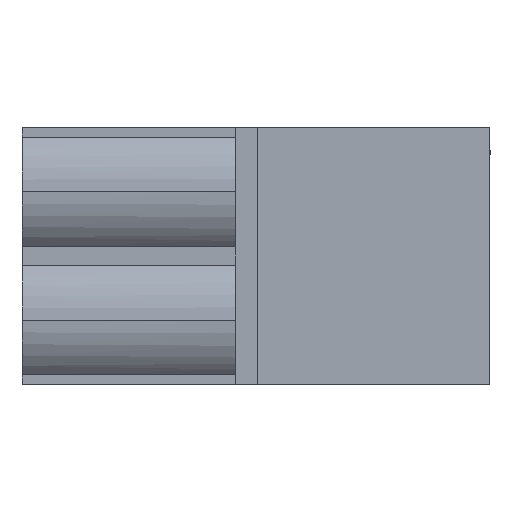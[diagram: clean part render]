
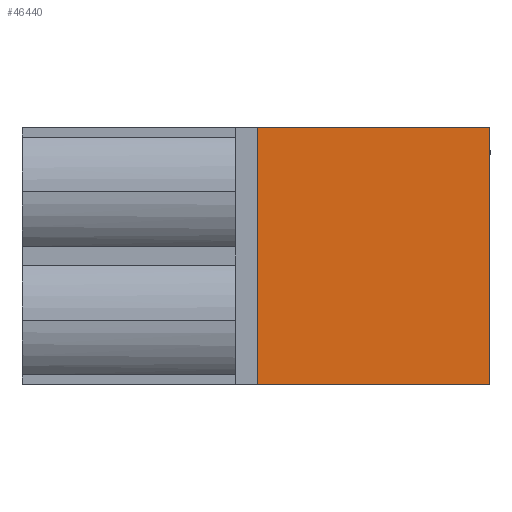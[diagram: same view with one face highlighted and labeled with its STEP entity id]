
A CAD part, front view. The second image highlights one B-rep face of the part: STEP entity #46440.
In plain terms, the highlighted planar face has unit normal (0, -1, 0).
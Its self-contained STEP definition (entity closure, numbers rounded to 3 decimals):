
#9740=CARTESIAN_POINT('',(49.497,37.913,
   2.5));
#9750=VERTEX_POINT('',#9740);
#9780=CARTESIAN_POINT('',(49.497,37.913,
   0.));
#9790=DIRECTION('',(0.,0.,
   -1.));
#9800=VECTOR('',#9790,1.);
#9810=LINE('',#9780,#9800);
#9820=CARTESIAN_POINT('',(49.497,37.913,
   -7.5));
#9830=VERTEX_POINT('',#9820);
#9840=EDGE_CURVE('',#9750,#9830,#9810,.T.);
#19280=CARTESIAN_POINT('',(58.527,37.913
   ,2.5));
#19290=VERTEX_POINT('',#19280);
#19320=CARTESIAN_POINT('',(0.,37.913
   ,2.5));
#19330=DIRECTION('',(-1.,0.,
   0.));
#19340=VECTOR('',#19330,1.);
#19350=LINE('',#19320,#19340);
#19360=EDGE_CURVE('',#19290,#9750,#19350,.T.);
#43290=CARTESIAN_POINT('',(58.527,37.913
   ,-7.5));
#43300=VERTEX_POINT('',#43290);
#43330=CARTESIAN_POINT('',(58.527,37.913
   ,0.));
#43340=DIRECTION('',(0.,0.,
   -1.));
#43350=VECTOR('',#43340,1.);
#43360=LINE('',#43330,#43350);
#43370=EDGE_CURVE('',#19290,#43300,#43360,.T.);
#46280=CARTESIAN_POINT('',(49.497,37.913
   ,0.));
#46290=DIRECTION('',(0.,-1.,
   0.));
#46300=DIRECTION('',(-1.,0.,
   0.));
#46310=AXIS2_PLACEMENT_3D('',#46280,#46290,#46300);
#46320=PLANE('',#46310);
#46330=CARTESIAN_POINT('',(0.,37.913
   ,-7.5));
#46340=DIRECTION('',(1.,0.,
   0.));
#46350=VECTOR('',#46340,1.);
#46360=LINE('',#46330,#46350);
#46370=EDGE_CURVE('',#9830,#43300,#46360,.T.);
#46380=ORIENTED_EDGE('',*,*,#46370,.T.);
#46390=ORIENTED_EDGE('',*,*,#9840,.T.);
#46400=ORIENTED_EDGE('',*,*,#19360,.T.);
#46410=ORIENTED_EDGE('',*,*,#43370,.F.);
#46420=EDGE_LOOP('',(#46410,#46400,#46390,#46380));
#46430=FACE_OUTER_BOUND('',#46420,.T.);
#46440=ADVANCED_FACE('',(#46430),#46320,.T.);
